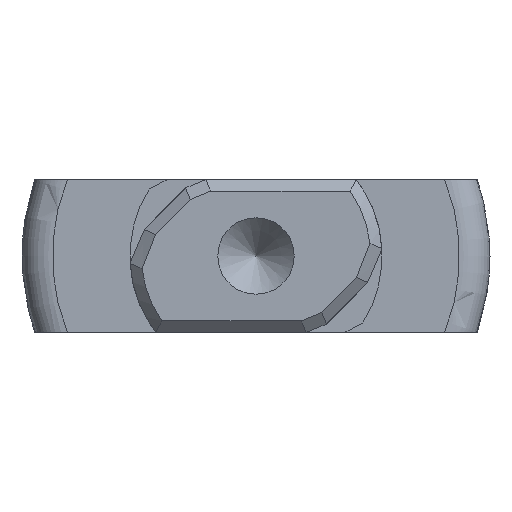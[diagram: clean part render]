
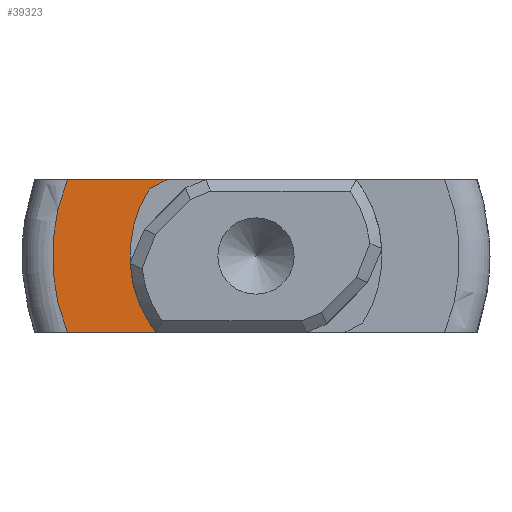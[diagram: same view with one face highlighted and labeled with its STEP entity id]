
A CAD part, left-side view. The second image highlights one B-rep face of the part: STEP entity #39323.
In plain terms, the highlighted planar face has unit normal (-1, 0, 0).
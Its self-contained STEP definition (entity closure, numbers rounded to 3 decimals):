
#722 = PLANE('',#723);
#723 = AXIS2_PLACEMENT_3D('',#724,#725,#726);
#724 = CARTESIAN_POINT('',(-6.25,-6.25,2.));
#725 = DIRECTION('',(0.,0.,1.));
#726 = DIRECTION('',(0.,1.,0.));
#18005 = VERTEX_POINT('',#18006);
#18006 = CARTESIAN_POINT('',(0.,4.94,2.));
#18040 = TOROIDAL_SURFACE('',#18041,5.329,0.8);
#18041 = AXIS2_PLACEMENT_3D('',#18042,#18043,#18044);
#18042 = CARTESIAN_POINT('',(0.8,0.,0.));
#18043 = DIRECTION('',(1.,0.,0.));
#18044 = DIRECTION('',(0.,0.,-1.));
#18074 = EDGE_CURVE('',#18005,#18075,#18077,.T.);
#18075 = VERTEX_POINT('',#18076);
#18076 = CARTESIAN_POINT('',(0.,2.327,2.));
#18077 = SURFACE_CURVE('',#18078,(#18082,#18089),.PCURVE_S1.);
#18078 = LINE('',#18079,#18080);
#18079 = CARTESIAN_POINT('',(0.,5.79,2.));
#18080 = VECTOR('',#18081,1.);
#18081 = DIRECTION('',(0.,-1.,0.));
#18082 = PCURVE('',#722,#18083);
#18083 = DEFINITIONAL_REPRESENTATION('',(#18084),#18088);
#18084 = LINE('',#18085,#18086);
#18085 = CARTESIAN_POINT('',(12.04,-6.25));
#18086 = VECTOR('',#18087,1.);
#18087 = DIRECTION('',(-1.,-0.));
#18088 = ( GEOMETRIC_REPRESENTATION_CONTEXT(2) 
PARAMETRIC_REPRESENTATION_CONTEXT() REPRESENTATION_CONTEXT('2D SPACE',''
  ) );
#18089 = PCURVE('',#18090,#18095);
#18090 = PLANE('',#18091);
#18091 = AXIS2_PLACEMENT_3D('',#18092,#18093,#18094);
#18092 = CARTESIAN_POINT('',(0.,5.329,
    0.));
#18093 = DIRECTION('',(-1.,0.,0.));
#18094 = DIRECTION('',(0.,0.,1.));
#18095 = DEFINITIONAL_REPRESENTATION('',(#18096),#18100);
#18096 = LINE('',#18097,#18098);
#18097 = CARTESIAN_POINT('',(2.,0.46));
#18098 = VECTOR('',#18099,1.);
#18099 = DIRECTION('',(0.,-1.));
#18100 = ( GEOMETRIC_REPRESENTATION_CONTEXT(2) 
PARAMETRIC_REPRESENTATION_CONTEXT() REPRESENTATION_CONTEXT('2D SPACE',''
  ) );
#18118 = PLANE('',#18119);
#18119 = AXIS2_PLACEMENT_3D('',#18120,#18121,#18122);
#18120 = CARTESIAN_POINT('',(-43.,2.561,1.878));
#18121 = DIRECTION('',(0.,0.464,0.886
    ));
#18122 = DIRECTION('',(1.,0.,0.));
#35529 = PLANE('',#35530);
#35530 = AXIS2_PLACEMENT_3D('',#35531,#35532,#35533);
#35531 = CARTESIAN_POINT('',(-6.25,6.25,-2.));
#35532 = DIRECTION('',(0.,0.,-1.));
#35533 = DIRECTION('',(0.,-1.,0.));
#37610 = PLANE('',#37611);
#37611 = AXIS2_PLACEMENT_3D('',#37612,#37613,#37614);
#37612 = CARTESIAN_POINT('',(-43.,2.561,-1.878));
#37613 = DIRECTION('',(0.,0.464,
    -0.886));
#37614 = DIRECTION('',(-1.,0.,0.));
#37630 = VERTEX_POINT('',#37631);
#37631 = CARTESIAN_POINT('',(0.,2.795,
    -1.755));
#37645 = CYLINDRICAL_SURFACE('',#37646,3.3);
#37646 = AXIS2_PLACEMENT_3D('',#37647,#37648,#37649);
#37647 = CARTESIAN_POINT('',(-43.,0.,
    0.));
#37648 = DIRECTION('',(1.,0.,0.));
#37649 = DIRECTION('',(0.,1.,0.));
#37657 = EDGE_CURVE('',#37658,#37630,#37660,.T.);
#37658 = VERTEX_POINT('',#37659);
#37659 = CARTESIAN_POINT('',(0.,2.327,-2.));
#37660 = SURFACE_CURVE('',#37661,(#37665,#37672),.PCURVE_S1.);
#37661 = LINE('',#37662,#37663);
#37662 = CARTESIAN_POINT('',(0.,4.033,-1.107));
#37663 = VECTOR('',#37664,1.);
#37664 = DIRECTION('',(0.,0.886,0.464
    ));
#37665 = PCURVE('',#37610,#37666);
#37666 = DEFINITIONAL_REPRESENTATION('',(#37667),#37671);
#37667 = LINE('',#37668,#37669);
#37668 = CARTESIAN_POINT('',(-43.,1.662));
#37669 = VECTOR('',#37670,1.);
#37670 = DIRECTION('',(0.,1.));
#37671 = ( GEOMETRIC_REPRESENTATION_CONTEXT(2) 
PARAMETRIC_REPRESENTATION_CONTEXT() REPRESENTATION_CONTEXT('2D SPACE',''
  ) );
#37672 = PCURVE('',#18090,#37673);
#37673 = DEFINITIONAL_REPRESENTATION('',(#37674),#37678);
#37674 = LINE('',#37675,#37676);
#37675 = CARTESIAN_POINT('',(-1.107,-1.296));
#37676 = VECTOR('',#37677,1.);
#37677 = DIRECTION('',(0.464,0.886));
#37678 = ( GEOMETRIC_REPRESENTATION_CONTEXT(2) 
PARAMETRIC_REPRESENTATION_CONTEXT() REPRESENTATION_CONTEXT('2D SPACE',''
  ) );
#38166 = EDGE_CURVE('',#37658,#38167,#38169,.T.);
#38167 = VERTEX_POINT('',#38168);
#38168 = CARTESIAN_POINT('',(0.,4.94,-2.));
#38169 = SURFACE_CURVE('',#38170,(#38174,#38181),.PCURVE_S1.);
#38170 = LINE('',#38171,#38172);
#38171 = CARTESIAN_POINT('',(0.,-0.46,-2.));
#38172 = VECTOR('',#38173,1.);
#38173 = DIRECTION('',(0.,1.,0.));
#38174 = PCURVE('',#35529,#38175);
#38175 = DEFINITIONAL_REPRESENTATION('',(#38176),#38180);
#38176 = LINE('',#38177,#38178);
#38177 = CARTESIAN_POINT('',(6.71,-6.25));
#38178 = VECTOR('',#38179,1.);
#38179 = DIRECTION('',(-1.,-0.));
#38180 = ( GEOMETRIC_REPRESENTATION_CONTEXT(2) 
PARAMETRIC_REPRESENTATION_CONTEXT() REPRESENTATION_CONTEXT('2D SPACE',''
  ) );
#38181 = PCURVE('',#18090,#38182);
#38182 = DEFINITIONAL_REPRESENTATION('',(#38183),#38187);
#38183 = LINE('',#38184,#38185);
#38184 = CARTESIAN_POINT('',(-2.,-5.79));
#38185 = VECTOR('',#38186,1.);
#38186 = DIRECTION('',(0.,1.));
#38187 = ( GEOMETRIC_REPRESENTATION_CONTEXT(2) 
PARAMETRIC_REPRESENTATION_CONTEXT() REPRESENTATION_CONTEXT('2D SPACE',''
  ) );
#38810 = EDGE_CURVE('',#38811,#18075,#38813,.T.);
#38811 = VERTEX_POINT('',#38812);
#38812 = CARTESIAN_POINT('',(0.,2.795,
    1.755));
#38813 = SURFACE_CURVE('',#38814,(#38818,#38825),.PCURVE_S1.);
#38814 = LINE('',#38815,#38816);
#38815 = CARTESIAN_POINT('',(0.,4.033,1.107));
#38816 = VECTOR('',#38817,1.);
#38817 = DIRECTION('',(0.,-0.886,
    0.464));
#38818 = PCURVE('',#18118,#38819);
#38819 = DEFINITIONAL_REPRESENTATION('',(#38820),#38824);
#38820 = LINE('',#38821,#38822);
#38821 = CARTESIAN_POINT('',(43.,1.662));
#38822 = VECTOR('',#38823,1.);
#38823 = DIRECTION('',(0.,-1.));
#38824 = ( GEOMETRIC_REPRESENTATION_CONTEXT(2) 
PARAMETRIC_REPRESENTATION_CONTEXT() REPRESENTATION_CONTEXT('2D SPACE',''
  ) );
#38825 = PCURVE('',#18090,#38826);
#38826 = DEFINITIONAL_REPRESENTATION('',(#38827),#38831);
#38827 = LINE('',#38828,#38829);
#38828 = CARTESIAN_POINT('',(1.107,-1.296));
#38829 = VECTOR('',#38830,1.);
#38830 = DIRECTION('',(0.464,-0.886));
#38831 = ( GEOMETRIC_REPRESENTATION_CONTEXT(2) 
PARAMETRIC_REPRESENTATION_CONTEXT() REPRESENTATION_CONTEXT('2D SPACE',''
  ) );
#38860 = EDGE_CURVE('',#37630,#38811,#38861,.T.);
#38861 = SURFACE_CURVE('',#38862,(#38867,#38874),.PCURVE_S1.);
#38862 = CIRCLE('',#38863,3.3);
#38863 = AXIS2_PLACEMENT_3D('',#38864,#38865,#38866);
#38864 = CARTESIAN_POINT('',(0.,0.,
    0.));
#38865 = DIRECTION('',(1.,0.,0.));
#38866 = DIRECTION('',(0.,0.,1.));
#38867 = PCURVE('',#37645,#38868);
#38868 = DEFINITIONAL_REPRESENTATION('',(#38869),#38873);
#38869 = LINE('',#38870,#38871);
#38870 = CARTESIAN_POINT('',(1.571,43.));
#38871 = VECTOR('',#38872,1.);
#38872 = DIRECTION('',(1.,0.));
#38873 = ( GEOMETRIC_REPRESENTATION_CONTEXT(2) 
PARAMETRIC_REPRESENTATION_CONTEXT() REPRESENTATION_CONTEXT('2D SPACE',''
  ) );
#38874 = PCURVE('',#18090,#38875);
#38875 = DEFINITIONAL_REPRESENTATION('',(#38876),#38884);
#38876 = ( BOUNDED_CURVE() B_SPLINE_CURVE(2,(#38877,#38878,#38879,#38880
    ,#38881,#38882,#38883),.UNSPECIFIED.,.T.,.F.) 
B_SPLINE_CURVE_WITH_KNOTS((1,2,2,2,2,1),(-2.094,0.,
    2.094,4.189,6.283,8.378),
.UNSPECIFIED.) CURVE() GEOMETRIC_REPRESENTATION_ITEM() 
RATIONAL_B_SPLINE_CURVE((1.,0.5,1.,0.5,1.,0.5,1.)) REPRESENTATION_ITEM(
  '') );
#38877 = CARTESIAN_POINT('',(3.3,-5.329));
#38878 = CARTESIAN_POINT('',(3.3,-11.045));
#38879 = CARTESIAN_POINT('',(-1.65,-8.187));
#38880 = CARTESIAN_POINT('',(-6.6,-5.329));
#38881 = CARTESIAN_POINT('',(-1.65,-2.471));
#38882 = CARTESIAN_POINT('',(3.3,0.387));
#38883 = CARTESIAN_POINT('',(3.3,-5.329));
#38884 = ( GEOMETRIC_REPRESENTATION_CONTEXT(2) 
PARAMETRIC_REPRESENTATION_CONTEXT() REPRESENTATION_CONTEXT('2D SPACE',''
  ) );
#39323 = ADVANCED_FACE('',(#39324),#18090,.T.);
#39324 = FACE_BOUND('',#39325,.T.);
#39325 = EDGE_LOOP('',(#39326,#39327,#39328,#39329,#39355,#39356));
#39326 = ORIENTED_EDGE('',*,*,#38860,.T.);
#39327 = ORIENTED_EDGE('',*,*,#38810,.T.);
#39328 = ORIENTED_EDGE('',*,*,#18074,.F.);
#39329 = ORIENTED_EDGE('',*,*,#39330,.F.);
#39330 = EDGE_CURVE('',#38167,#18005,#39331,.T.);
#39331 = SURFACE_CURVE('',#39332,(#39337,#39348),.PCURVE_S1.);
#39332 = CIRCLE('',#39333,5.329);
#39333 = AXIS2_PLACEMENT_3D('',#39334,#39335,#39336);
#39334 = CARTESIAN_POINT('',(0.,0.,0.)
  );
#39335 = DIRECTION('',(1.,0.,0.));
#39336 = DIRECTION('',(0.,0.,1.));
#39337 = PCURVE('',#18090,#39338);
#39338 = DEFINITIONAL_REPRESENTATION('',(#39339),#39347);
#39339 = ( BOUNDED_CURVE() B_SPLINE_CURVE(2,(#39340,#39341,#39342,#39343
    ,#39344,#39345,#39346),.UNSPECIFIED.,.T.,.F.) 
B_SPLINE_CURVE_WITH_KNOTS((1,2,2,2,2,1),(-2.094,0.,
    2.094,4.189,6.283,8.378),
.UNSPECIFIED.) CURVE() GEOMETRIC_REPRESENTATION_ITEM() 
RATIONAL_B_SPLINE_CURVE((1.,0.5,1.,0.5,1.,0.5,1.)) REPRESENTATION_ITEM(
  '') );
#39340 = CARTESIAN_POINT('',(5.329,-5.329));
#39341 = CARTESIAN_POINT('',(5.329,-14.56));
#39342 = CARTESIAN_POINT('',(-2.665,-9.945));
#39343 = CARTESIAN_POINT('',(-10.659,-5.329));
#39344 = CARTESIAN_POINT('',(-2.665,-0.714));
#39345 = CARTESIAN_POINT('',(5.329,3.901));
#39346 = CARTESIAN_POINT('',(5.329,-5.329));
#39347 = ( GEOMETRIC_REPRESENTATION_CONTEXT(2) 
PARAMETRIC_REPRESENTATION_CONTEXT() REPRESENTATION_CONTEXT('2D SPACE',''
  ) );
#39348 = PCURVE('',#18040,#39349);
#39349 = DEFINITIONAL_REPRESENTATION('',(#39350),#39354);
#39350 = LINE('',#39351,#39352);
#39351 = CARTESIAN_POINT('',(-3.142,4.712));
#39352 = VECTOR('',#39353,1.);
#39353 = DIRECTION('',(1.,0.));
#39354 = ( GEOMETRIC_REPRESENTATION_CONTEXT(2) 
PARAMETRIC_REPRESENTATION_CONTEXT() REPRESENTATION_CONTEXT('2D SPACE',''
  ) );
#39355 = ORIENTED_EDGE('',*,*,#38166,.F.);
#39356 = ORIENTED_EDGE('',*,*,#37657,.T.);
